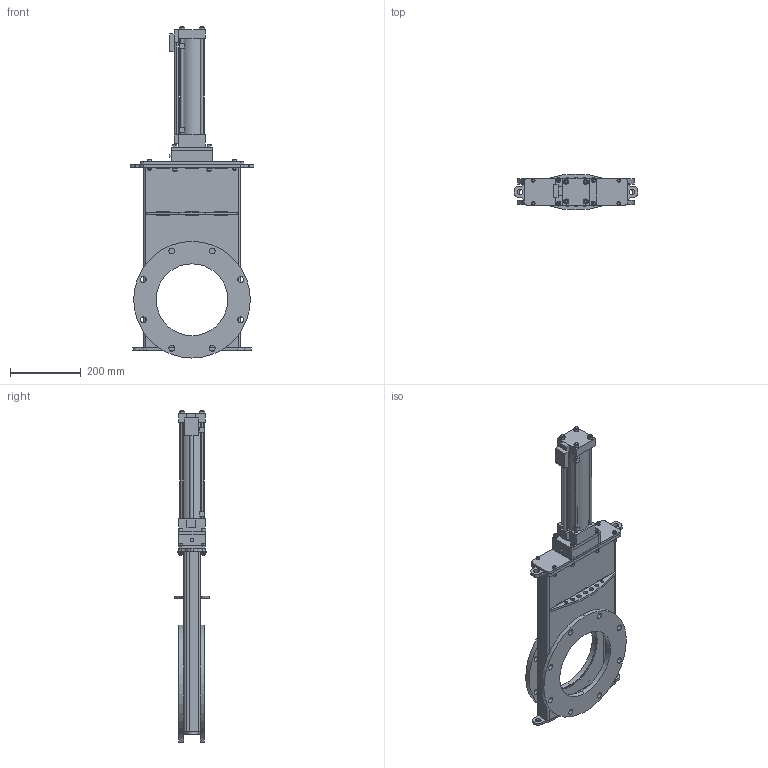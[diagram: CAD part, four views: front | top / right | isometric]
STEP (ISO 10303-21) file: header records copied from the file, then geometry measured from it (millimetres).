
FILE_DESCRIPTION (( 'STEP AP203' ), '1' );
FILE_NAME ('116212-02S.STEP', '2014-09-22T18:17:41', ( '' ), ( '' ), 'SwSTEP 2.0', 'SolidWorks 2014', '' );
FILE_SCHEMA (( 'CONFIG_CONTROL_DESIGN' ));
Length unit declared in the file: inch
Products named in the file (1): 116212-02S
Bounding box: 349.25 x 101 x 940.21 mm (x, y, z)
Surface area: 1008289.3 mm2 (no closed solid volume)
Topology: 0 solids, 66 shells, 586 faces, 1820 edges, 1296 vertices
Faces by surface type: plane 302, cylinder 185, cone 99
Entity records: 21532 total; most frequent: CARTESIAN_POINT 5187, DIRECTION 3433, ORIENTED_EDGE 2929, EDGE_CURVE 1812, VERTEX_POINT 1296, AXIS2_PLACEMENT_3D 1234, LINE 965, VECTOR 965
